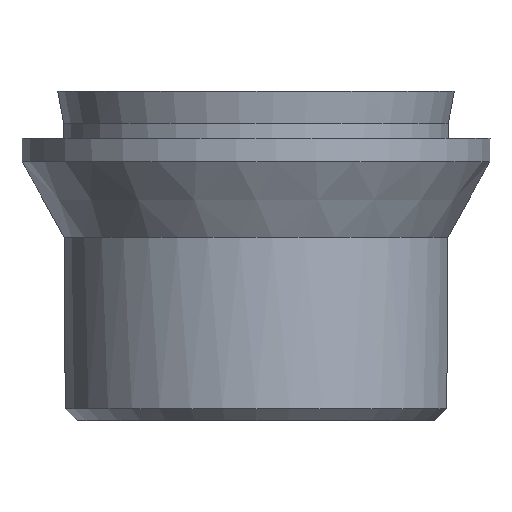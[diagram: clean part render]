
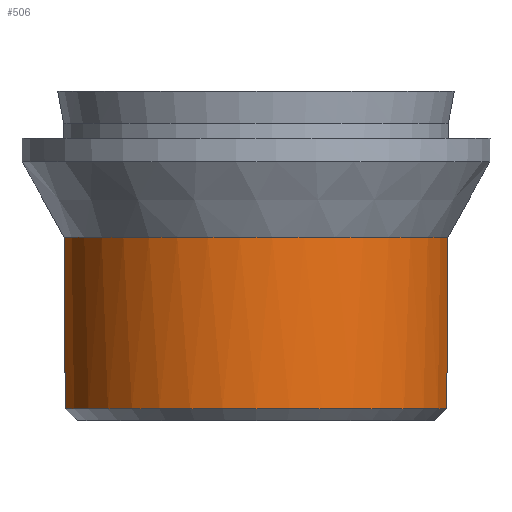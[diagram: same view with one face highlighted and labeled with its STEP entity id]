
A CAD part, front view. The second image highlights one B-rep face of the part: STEP entity #506.
In plain terms, the highlighted cylindrical face has radius 26.162 mm (diameter 52.324 mm), a partial arc.
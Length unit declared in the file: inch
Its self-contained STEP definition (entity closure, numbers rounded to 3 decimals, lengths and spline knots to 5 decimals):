
#19=CYLINDRICAL_SURFACE('',#590,1.03);
#28=ELLIPSE('',#545,28.85839,1.03);
#36=ELLIPSE('',#567,28.85839,1.03);
#101=FACE_OUTER_BOUND('',#130,.T.);
#130=EDGE_LOOP('',(#443,#444,#445,#446));
#144=CIRCLE('',#543,1.03);
#148=CIRCLE('',#555,1.03);
#206=VERTEX_POINT('',#831);
#207=VERTEX_POINT('',#835);
#208=VERTEX_POINT('',#841);
#220=VERTEX_POINT('',#882);
#262=EDGE_CURVE('',#206,#207,#144,.T.);
#264=EDGE_CURVE('',#208,#207,#28,.T.);
#281=EDGE_CURVE('',#208,#220,#148,.T.);
#297=EDGE_CURVE('',#206,#220,#36,.T.);
#443=ORIENTED_EDGE('',*,*,#262,.F.);
#444=ORIENTED_EDGE('',*,*,#297,.T.);
#445=ORIENTED_EDGE('',*,*,#281,.F.);
#446=ORIENTED_EDGE('',*,*,#264,.T.);
#506=ADVANCED_FACE('',(#101),#19,.T.);
#543=AXIS2_PLACEMENT_3D('',#836,#641,#642);
#545=AXIS2_PLACEMENT_3D('',#842,#645,#646);
#555=AXIS2_PLACEMENT_3D('',#888,#667,#668);
#567=AXIS2_PLACEMENT_3D('',#923,#695,#696);
#590=AXIS2_PLACEMENT_3D('',#955,#743,#744);
#641=DIRECTION('center_axis',(0.,0.,-1.));
#642=DIRECTION('ref_axis',(1.,0.,0.));
#645=DIRECTION('center_axis',(0.,-0.999,0.036));
#646=DIRECTION('ref_axis',(0.,0.036,0.999));
#667=DIRECTION('center_axis',(0.,0.,1.));
#668=DIRECTION('ref_axis',(1.,0.,0.));
#695=DIRECTION('center_axis',(0.,-0.999,0.036));
#696=DIRECTION('ref_axis',(0.,0.036,0.999));
#743=DIRECTION('center_axis',(0.,0.,1.));
#744=DIRECTION('ref_axis',(1.,0.,0.));
#831=CARTESIAN_POINT('',(1.0132,-0.18527,-0.4375));
#835=CARTESIAN_POINT('',(-1.0132,-0.18527,-0.4375));
#836=CARTESIAN_POINT('Origin',(0.,0.,-0.4375));
#841=CARTESIAN_POINT('',(-1.01862,-0.15268,0.475));
#842=CARTESIAN_POINT('Origin',(0.,0.,4.75));
#882=CARTESIAN_POINT('',(1.01862,-0.15268,0.475));
#888=CARTESIAN_POINT('Origin',(0.,0.,0.475));
#923=CARTESIAN_POINT('Origin',(0.,0.,4.75));
#955=CARTESIAN_POINT('Origin',(0.,0.,0.));
